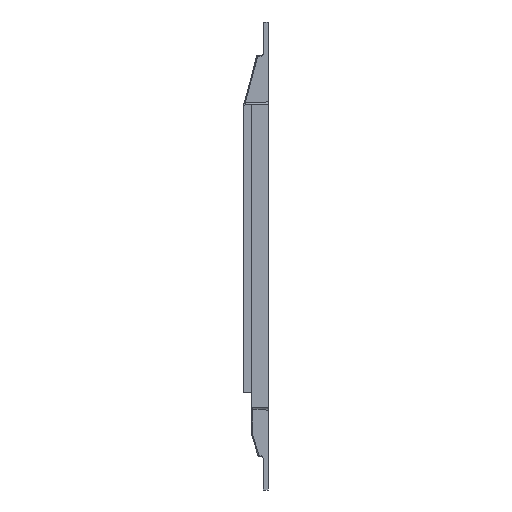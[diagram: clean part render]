
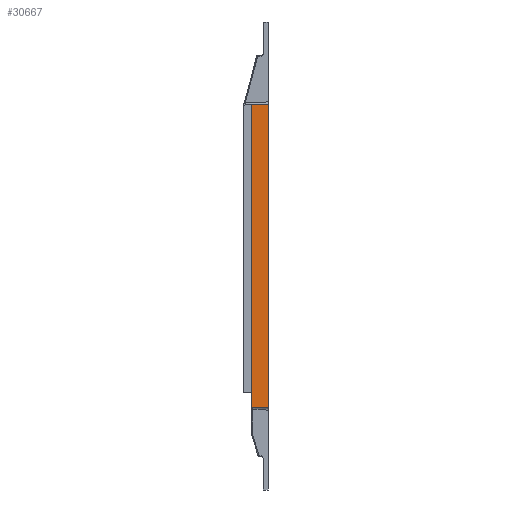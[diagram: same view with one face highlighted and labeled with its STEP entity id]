
A CAD part, left-side view. The second image highlights one B-rep face of the part: STEP entity #30667.
In plain terms, the highlighted planar face has unit normal (-1, 0.026, 0).
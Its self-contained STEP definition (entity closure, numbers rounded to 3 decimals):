
#2377 = PLANE ( 'NONE',  #3183 ) ;
#2514 = VERTEX_POINT ( 'NONE', #34235 ) ;
#2765 = VERTEX_POINT ( 'NONE', #6504 ) ;
#3183 = AXIS2_PLACEMENT_3D ( 'NONE', #4869, #15968, #15969 ) ;
#4154 = CARTESIAN_POINT ( 'NONE',  ( -392.476, -10., 183.476 ) ) ;
#4626 = CARTESIAN_POINT ( 'NONE',  ( -392.476, -10., -183.476 ) ) ;
#4869 = CARTESIAN_POINT ( 'NONE',  ( -393., -30., 184. ) ) ;
#6220 = FACE_OUTER_BOUND ( 'NONE', #6837, .T. ) ;
#6504 = CARTESIAN_POINT ( 'NONE',  ( -393., -30., 184. ) ) ;
#6837 = EDGE_LOOP ( 'NONE', ( #12411, #12412, #12413, #12414 ) ) ;
#10243 = VERTEX_POINT ( 'NONE', #4626 ) ;
#10258 = VERTEX_POINT ( 'NONE', #4154 ) ;
#11689 = LINE ( 'NONE', #23770, #11691 ) ;
#11691 = VECTOR ( 'NONE', #23772, 1000. ) ;
#11769 = LINE ( 'NONE', #24103, #11771 ) ;
#11771 = VECTOR ( 'NONE', #24105, 1000. ) ;
#11792 = LINE ( 'NONE', #24363, #11816 ) ;
#11816 = VECTOR ( 'NONE', #24391, 1000. ) ;
#11818 = LINE ( 'NONE', #24393, #11820 ) ;
#11820 = VECTOR ( 'NONE', #24396, 1000. ) ;
#12411 = ORIENTED_EDGE ( 'NONE', *, *, #31465, .T. ) ;
#12412 = ORIENTED_EDGE ( 'NONE', *, *, #31563, .F. ) ;
#12413 = ORIENTED_EDGE ( 'NONE', *, *, #31564, .F. ) ;
#12414 = ORIENTED_EDGE ( 'NONE', *, *, #31523, .T. ) ;
#15968 = DIRECTION ( 'NONE',  ( -1., 0.026, 0. ) ) ;
#15969 = DIRECTION ( 'NONE',  ( -0.026, -1., 0. ) ) ;
#23770 = CARTESIAN_POINT ( 'NONE',  ( -393., -30., 184. ) ) ;
#23772 = DIRECTION ( 'NONE',  ( 0.026, 0.999, -0.026 ) ) ;
#24103 = CARTESIAN_POINT ( 'NONE',  ( -393., -30., 184. ) ) ;
#24105 = DIRECTION ( 'NONE',  ( 0., 0., 1. ) ) ;
#24363 = CARTESIAN_POINT ( 'NONE',  ( -392.476, -10., 184. ) ) ;
#24391 = DIRECTION ( 'NONE',  ( 0., 0., 1. ) ) ;
#24393 = CARTESIAN_POINT ( 'NONE',  ( -392.462, -9.446, -183.462 ) ) ;
#24396 = DIRECTION ( 'NONE',  ( 0.026, 0.999, 0.026 ) ) ;
#30667 = ADVANCED_FACE ( 'NONE', ( #6220 ), #2377, .T. ) ;
#31465 = EDGE_CURVE ( 'NONE', #2765, #10258, #11689, .T. ) ;
#31523 = EDGE_CURVE ( 'NONE', #2514, #2765, #11769, .T. ) ;
#31563 = EDGE_CURVE ( 'NONE', #10243, #10258, #11792, .T. ) ;
#31564 = EDGE_CURVE ( 'NONE', #2514, #10243, #11818, .T. ) ;
#34235 = CARTESIAN_POINT ( 'NONE',  ( -393., -30., -184. ) ) ;
